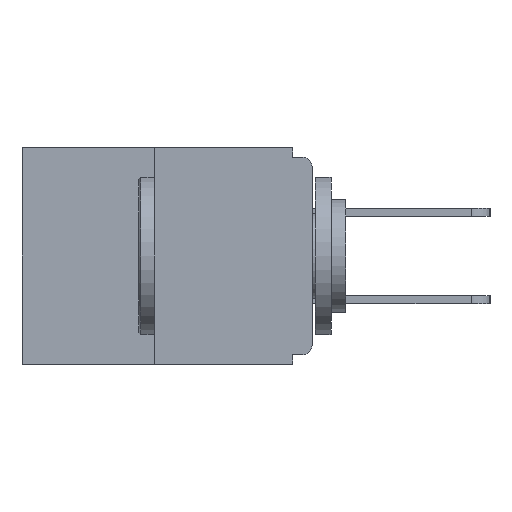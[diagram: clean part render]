
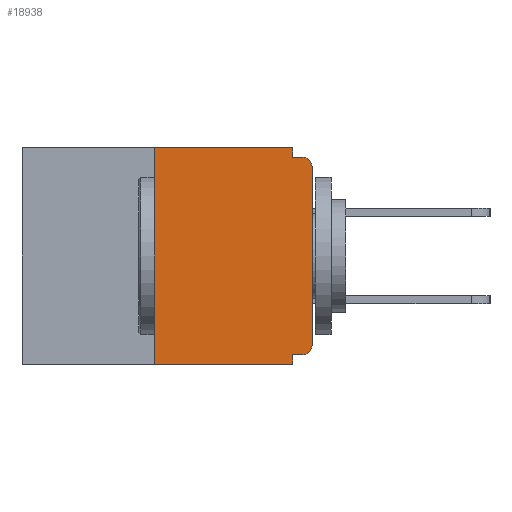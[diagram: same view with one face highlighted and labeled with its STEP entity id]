
A CAD part, left-side view. The second image highlights one B-rep face of the part: STEP entity #18938.
In plain terms, the highlighted planar face has unit normal (-1, 0, 0).
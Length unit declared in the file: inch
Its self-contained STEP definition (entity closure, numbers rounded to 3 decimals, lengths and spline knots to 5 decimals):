
#244 = CARTESIAN_POINT ( 'NONE',  ( 0., 0.46, 0. ) ) ;
#304 = CARTESIAN_POINT ( 'NONE',  ( 0., 0.031, 0. ) ) ;
#336 = EDGE_CURVE ( 'NONE', #21941, #21392, #1802, .T. ) ;
#451 = ORIENTED_EDGE ( 'NONE', *, *, #20056, .T. ) ;
#706 = CARTESIAN_POINT ( 'NONE',  ( 0., 0.25, 0. ) ) ;
#1330 = CARTESIAN_POINT ( 'NONE',  ( 0., 0., -0.313 ) ) ;
#1447 = DIRECTION ( 'NONE',  ( -1., 0., 0. ) ) ;
#1802 = LINE ( 'NONE', #244, #23291 ) ;
#2193 = CARTESIAN_POINT ( 'NONE',  ( 0., 0.031, -0.015 ) ) ;
#2262 = VERTEX_POINT ( 'NONE', #1330 ) ;
#2410 = VERTEX_POINT ( 'NONE', #7722 ) ;
#2472 = ORIENTED_EDGE ( 'NONE', *, *, #24915, .F. ) ;
#3013 = DIRECTION ( 'NONE',  ( -1., 0., 0. ) ) ;
#3097 = CARTESIAN_POINT ( 'NONE',  ( 0., 0.015, -0.03 ) ) ;
#4786 = ORIENTED_EDGE ( 'NONE', *, *, #7725, .T. ) ;
#5171 = LINE ( 'NONE', #706, #17463 ) ;
#5291 = ORIENTED_EDGE ( 'NONE', *, *, #336, .F. ) ;
#5664 = CARTESIAN_POINT ( 'NONE',  ( 0., 0.25, 0. ) ) ;
#6453 = CIRCLE ( 'NONE', #19640, 0.015 ) ;
#6657 = CARTESIAN_POINT ( 'NONE',  ( 0., 0.031, -0.328 ) ) ;
#6665 = LINE ( 'NONE', #7618, #21082 ) ;
#7188 = VECTOR ( 'NONE', #22771, 39.37008 ) ;
#7466 = DIRECTION ( 'NONE',  ( 0., 1., 0. ) ) ;
#7566 = CARTESIAN_POINT ( 'NONE',  ( 0., 0.015, -0.313 ) ) ;
#7618 = CARTESIAN_POINT ( 'NONE',  ( 0., 0., 0. ) ) ;
#7722 = CARTESIAN_POINT ( 'NONE',  ( 0., 0., -0.03 ) ) ;
#7725 = EDGE_CURVE ( 'NONE', #2262, #2410, #6665, .T. ) ;
#8005 = VERTEX_POINT ( 'NONE', #11043 ) ;
#8645 = CARTESIAN_POINT ( 'NONE',  ( 0., 0.015, -0.328 ) ) ;
#8712 = LINE ( 'NONE', #22131, #22163 ) ;
#9109 = CARTESIAN_POINT ( 'NONE',  ( 0., 0.25, -0.343 ) ) ;
#9801 = DIRECTION ( 'NONE',  ( 0., -1., 0. ) ) ;
#9908 = CARTESIAN_POINT ( 'NONE',  ( 0., 0.46, 0. ) ) ;
#9978 = DIRECTION ( 'NONE',  ( 0., 0., -1. ) ) ;
#10486 = DIRECTION ( 'NONE',  ( 0., 0., 1. ) ) ;
#10642 = ORIENTED_EDGE ( 'NONE', *, *, #24318, .F. ) ;
#10880 = LINE ( 'NONE', #11411, #25264 ) ;
#11043 = CARTESIAN_POINT ( 'NONE',  ( 0., 0.031, -0.343 ) ) ;
#11093 = CARTESIAN_POINT ( 'NONE',  ( 0., 0., -0.328 ) ) ;
#11225 = LINE ( 'NONE', #304, #13978 ) ;
#11274 = DIRECTION ( 'NONE',  ( 0., 0., -1. ) ) ;
#11296 = VERTEX_POINT ( 'NONE', #6657 ) ;
#11411 = CARTESIAN_POINT ( 'NONE',  ( 0., 0.46, -0.343 ) ) ;
#12535 = VERTEX_POINT ( 'NONE', #9109 ) ;
#12548 = EDGE_CURVE ( 'NONE', #17614, #11296, #17373, .T. ) ;
#12661 = DIRECTION ( 'NONE',  ( 0., 0., -1. ) ) ;
#12950 = CARTESIAN_POINT ( 'NONE',  ( 0., 0., -0.015 ) ) ;
#13581 = CIRCLE ( 'NONE', #17111, 0.015 ) ;
#13739 = AXIS2_PLACEMENT_3D ( 'NONE', #9908, #23582, #9978 ) ;
#13978 = VECTOR ( 'NONE', #15801, 39.37008 ) ;
#14863 = FACE_OUTER_BOUND ( 'NONE', #15727, .T. ) ;
#14940 = EDGE_CURVE ( 'NONE', #2410, #22758, #13581, .T. ) ;
#15268 = DIRECTION ( 'NONE',  ( 0., -1., 0. ) ) ;
#15614 = DIRECTION ( 'NONE',  ( 0., 0., 1. ) ) ;
#15727 = EDGE_LOOP ( 'NONE', ( #5291, #16856, #17418, #2472, #16310, #451, #4786, #18154, #10642, #20347 ) ) ;
#15801 = DIRECTION ( 'NONE',  ( 0., 0., -1. ) ) ;
#16310 = ORIENTED_EDGE ( 'NONE', *, *, #12548, .F. ) ;
#16690 = DIRECTION ( 'NONE',  ( 0., 0., -1. ) ) ;
#16758 = VECTOR ( 'NONE', #7466, 39.37008 ) ;
#16856 = ORIENTED_EDGE ( 'NONE', *, *, #16904, .F. ) ;
#16904 = EDGE_CURVE ( 'NONE', #12535, #21941, #5171, .T. ) ;
#17111 = AXIS2_PLACEMENT_3D ( 'NONE', #3097, #3013, #16690 ) ;
#17373 = LINE ( 'NONE', #11093, #16758 ) ;
#17418 = ORIENTED_EDGE ( 'NONE', *, *, #24503, .T. ) ;
#17463 = VECTOR ( 'NONE', #10486, 39.37008 ) ;
#17614 = VERTEX_POINT ( 'NONE', #8645 ) ;
#17634 = LINE ( 'NONE', #12950, #7188 ) ;
#18154 = ORIENTED_EDGE ( 'NONE', *, *, #14940, .T. ) ;
#18938 = ADVANCED_FACE ( 'NONE', ( #14863 ), #21581, .F. ) ;
#19640 = AXIS2_PLACEMENT_3D ( 'NONE', #7566, #1447, #11274 ) ;
#19922 = CARTESIAN_POINT ( 'NONE',  ( 0., 0.031, 0. ) ) ;
#20056 = EDGE_CURVE ( 'NONE', #17614, #2262, #6453, .T. ) ;
#20205 = VERTEX_POINT ( 'NONE', #2193 ) ;
#20347 = ORIENTED_EDGE ( 'NONE', *, *, #24002, .F. ) ;
#21082 = VECTOR ( 'NONE', #15614, 39.37008 ) ;
#21392 = VERTEX_POINT ( 'NONE', #19922 ) ;
#21581 = PLANE ( 'NONE',  #13739 ) ;
#21941 = VERTEX_POINT ( 'NONE', #5664 ) ;
#22131 = CARTESIAN_POINT ( 'NONE',  ( 0., 0.031, -0.343 ) ) ;
#22163 = VECTOR ( 'NONE', #12661, 39.37008 ) ;
#22758 = VERTEX_POINT ( 'NONE', #23024 ) ;
#22771 = DIRECTION ( 'NONE',  ( 0., -1., 0. ) ) ;
#23024 = CARTESIAN_POINT ( 'NONE',  ( 0., 0.015, -0.015 ) ) ;
#23291 = VECTOR ( 'NONE', #9801, 39.37008 ) ;
#23582 = DIRECTION ( 'NONE',  ( 1., 0., 0. ) ) ;
#24002 = EDGE_CURVE ( 'NONE', #21392, #20205, #11225, .T. ) ;
#24318 = EDGE_CURVE ( 'NONE', #20205, #22758, #17634, .T. ) ;
#24503 = EDGE_CURVE ( 'NONE', #12535, #8005, #10880, .T. ) ;
#24915 = EDGE_CURVE ( 'NONE', #11296, #8005, #8712, .T. ) ;
#25264 = VECTOR ( 'NONE', #15268, 39.37008 ) ;
